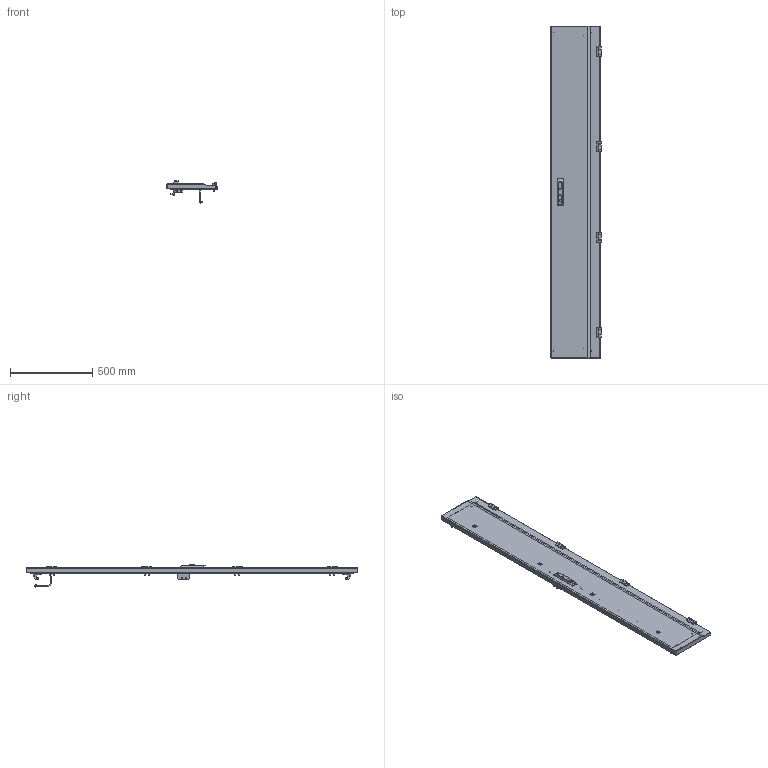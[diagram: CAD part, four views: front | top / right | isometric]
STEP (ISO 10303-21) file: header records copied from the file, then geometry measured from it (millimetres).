
FILE_DESCRIPTION (( 'STEP AP214' ), '1' );
FILE_NAME ('D2M300WP Äâåðü ãëóõàÿ_èçâ0038_06.19.step', '2020-11-05T13:51:27', ( '' ), ( '' ), 'SwSTEP 2.0', 'SolidWorks 2019', '' );
FILE_SCHEMA (( 'AUTOMOTIVE_DESIGN' ));
Length unit declared in the file: millimetre
Products named in the file (124): 1000-67-02_1; ﾘ琺矜 6 ﾃﾎﾑﾒ 10463_81; Øïèëüêà 6õ20; Òÿãà çàìêà íèæíÿÿ Atos; Îñü ïåòëè 1110-U122; AVT010.02.00.01 Äâåðü_èçâ0075_01.20; Áîëò ñî ñòîïîðíûìè çóáöàìè 100-277-02JB_Ì6õ6_EMKA; Òÿãà ñ ðîëèêîì ILM01.21.820 Atos_00; Ïåòëÿ 1110-U123; Ïîâîäîê ñ 2 íàêîíå÷íèêàìè, L=400ìì_00; Õîìóòèê ïåòëè 1110-U122; Ðó÷êà îòêèäíàÿ Atos_00; 1121-01-07; Íàêîíå÷èê êîëüöåâîé èçîëèðîâàííûé ÍÊÈ 6,0_6; Âèíò Ì6 ÃÎÑÒ17475-78; 砎鍒鍱 PE_00; 剒蜲錪 1005 Atos; Ãàéêà ÃÎÑÒ 5915-70; 1000-67-02; AVT001.03.00.12 赶鎀鍧; Íàêîíå÷èê êîëüöåâîé èçîëèðîâàííûé ÍÊÈ 6,0; 1121-01-08; ﾘ琺矜 65ﾃ 019 ﾃﾎﾑﾒ 6402-70_6; Âèíò ñàìîíàðåçàþùèé Ì6 DIN 7516À; Íàïðàâëÿþùàÿ òÿãè ïëîñêîé ILY03.35 Atos; 1121-98; 1121-03-04; Âèíò Ì6 ÃÎÑÒ17475-78_6å16; ﾘ琺矜 01.019 ﾃﾎﾑﾒ11371-78; AVT010.02.00.00 Äâåðü_èçâ0038_06.19_00; Âèíò ñàìîíàðåçàþùèé Ì6 DIN 7516À_6å16; Òÿãà í; Êðîíøòåéí ïåòëè 1110-U122; AVT010.02.00.04 Óãîëîê_èçâ0038_06.19; 砎鍒鍱 PE; AVT001.03.00.13 赶鎀鍧; 1121-01-08_1; AVT001.00.00.07 砎閷麠縺_00; AVT001.00.00.08 青鲥颻01; Òÿãà_â ...
Assembly tree (86 placements, depth 5):
  Øïèëüêà 6õ20
  Îñü ïåòëè 1110-U122
  AVT010.02.00.01 Äâåðü_èçâ0075_01.20
  Õîìóòèê ïåòëè 1110-U122
  1121-01-07
Bounding box: 306.15 x 2013 x 133.45 mm (x, y, z)
Volume: 1830066.6 mm3; surface area: 2137773.2 mm2
Topology: 78 solids, 78 shells, 2547 faces, 6601 edges, 4185 vertices
Faces by surface type: plane 1245, cylinder 878, cone 174, torus 120, bspline 92, sphere 38
Entity records: 62373 total; most frequent: CARTESIAN_POINT 14759, ORIENTED_EDGE 8580, DIRECTION 8419, EDGE_CURVE 4290, AXIS2_PLACEMENT_3D 2896, VERTEX_POINT 2765, LINE 2627, VECTOR 2627
